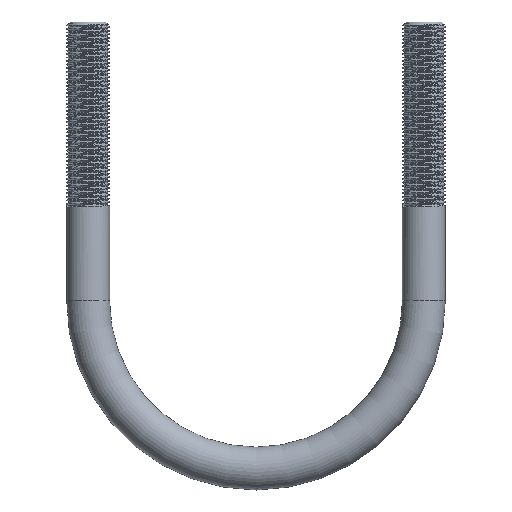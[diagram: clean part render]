
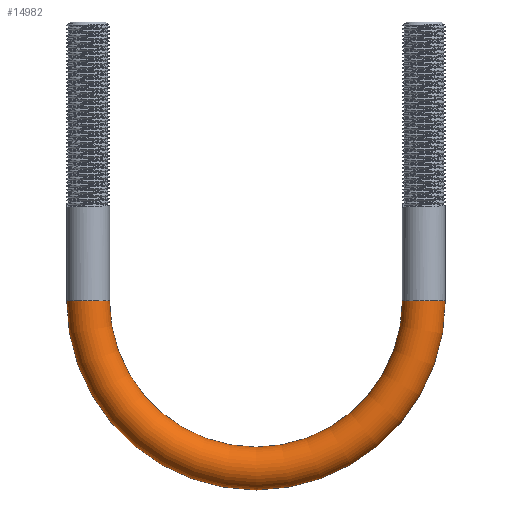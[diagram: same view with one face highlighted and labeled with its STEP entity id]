
A CAD part, front view. The second image highlights one B-rep face of the part: STEP entity #14982.
In plain terms, the highlighted toroidal (fillet/blend) face has major radius 47 mm and minor radius 6 mm.
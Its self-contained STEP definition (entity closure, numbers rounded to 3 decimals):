
#861 = AXIS2_PLACEMENT_3D ( 'NONE', #18420, #18231, #9594 ) ;
#1173 = EDGE_LOOP ( 'NONE', ( #3837, #2486, #15820, #7844 ) ) ;
#1272 = CIRCLE ( 'NONE', #12004, 53. ) ;
#2290 = DIRECTION ( 'NONE',  ( 1., 0., 0. ) ) ;
#2486 = ORIENTED_EDGE ( 'NONE', *, *, #16802, .F. ) ;
#2666 = CIRCLE ( 'NONE', #11902, 41. ) ;
#3143 = VERTEX_POINT ( 'NONE', #7838 ) ;
#3461 = DIRECTION ( 'NONE',  ( -1., 0., 0. ) ) ;
#3837 = ORIENTED_EDGE ( 'NONE', *, *, #16633, .F. ) ;
#4365 = CARTESIAN_POINT ( 'NONE',  ( -16.5, 0., -149.642 ) ) ;
#4455 = EDGE_CURVE ( 'NONE', #16255, #18829, #2666, .T. ) ;
#4656 = DIRECTION ( 'NONE',  ( 0., 1., 0. ) ) ;
#7359 = DIRECTION ( 'NONE',  ( 0., 0., -1. ) ) ;
#7838 = CARTESIAN_POINT ( 'NONE',  ( 83.5, 0., -149.642 ) ) ;
#7844 = ORIENTED_EDGE ( 'NONE', *, *, #15930, .T. ) ;
#8334 = CARTESIAN_POINT ( 'NONE',  ( -22.5, 0., -149.642 ) ) ;
#8380 = CARTESIAN_POINT ( 'NONE',  ( -10.5, 0., -149.642 ) ) ;
#9027 = CARTESIAN_POINT ( 'NONE',  ( 30.5, 0., -149.642 ) ) ;
#9124 = DIRECTION ( 'NONE',  ( 0., 1., 0. ) ) ;
#9311 = CARTESIAN_POINT ( 'NONE',  ( 77.5, 0., -149.642 ) ) ;
#9594 = DIRECTION ( 'NONE',  ( 0., 0., 1. ) ) ;
#11386 = CIRCLE ( 'NONE', #12318, 6. ) ;
#11574 = DIRECTION ( 'NONE',  ( 0., 0., 1. ) ) ;
#11902 = AXIS2_PLACEMENT_3D ( 'NONE', #13212, #4656, #11574 ) ;
#11911 = DIRECTION ( 'NONE',  ( 0., 0., 1. ) ) ;
#12004 = AXIS2_PLACEMENT_3D ( 'NONE', #9027, #9124, #11911 ) ;
#12318 = AXIS2_PLACEMENT_3D ( 'NONE', #9311, #15170, #2290 ) ;
#12576 = FACE_OUTER_BOUND ( 'NONE', #1173, .T. ) ;
#13212 = CARTESIAN_POINT ( 'NONE',  ( 30.5, 0., -149.642 ) ) ;
#13747 = TOROIDAL_SURFACE ( 'NONE', #861, 47., 6. ) ;
#14037 = CARTESIAN_POINT ( 'NONE',  ( 71.5, 0., -149.642 ) ) ;
#14681 = AXIS2_PLACEMENT_3D ( 'NONE', #4365, #7359, #3461 ) ;
#14982 = ADVANCED_FACE ( 'NONE', ( #12576 ), #13747, .T. ) ;
#15170 = DIRECTION ( 'NONE',  ( 0., 0., 1. ) ) ;
#15820 = ORIENTED_EDGE ( 'NONE', *, *, #4455, .T. ) ;
#15930 = EDGE_CURVE ( 'NONE', #18829, #18392, #18950, .T. ) ;
#16255 = VERTEX_POINT ( 'NONE', #14037 ) ;
#16633 = EDGE_CURVE ( 'NONE', #3143, #18392, #1272, .T. ) ;
#16802 = EDGE_CURVE ( 'NONE', #16255, #3143, #11386, .T. ) ;
#18231 = DIRECTION ( 'NONE',  ( 0., 1., 0. ) ) ;
#18392 = VERTEX_POINT ( 'NONE', #8334 ) ;
#18420 = CARTESIAN_POINT ( 'NONE',  ( 30.5, 0., -149.642 ) ) ;
#18829 = VERTEX_POINT ( 'NONE', #8380 ) ;
#18950 = CIRCLE ( 'NONE', #14681, 6. ) ;
